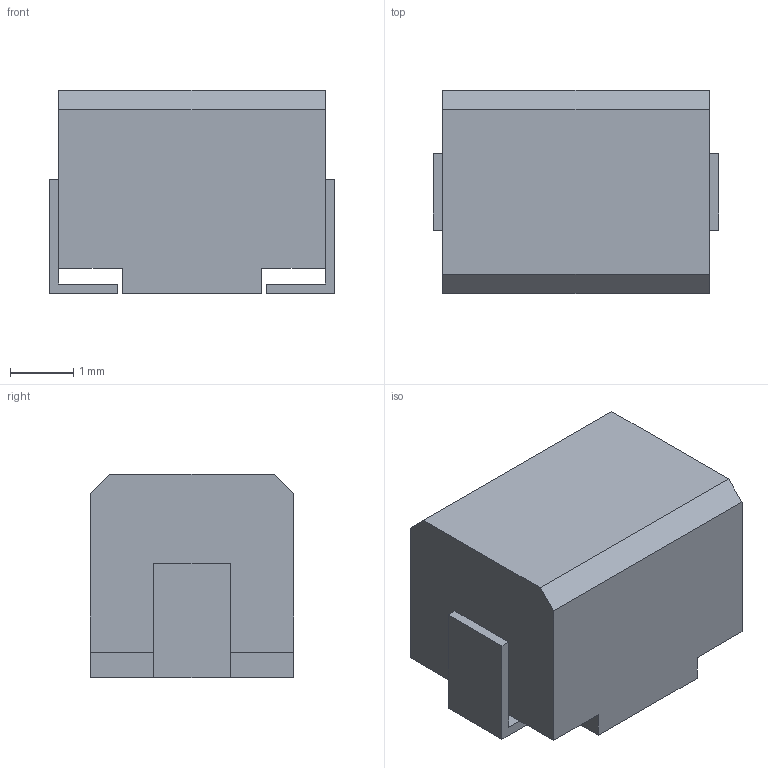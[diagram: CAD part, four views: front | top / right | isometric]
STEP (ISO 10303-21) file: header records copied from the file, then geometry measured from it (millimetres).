
FILE_DESCRIPTION(('FreeCAD Model'),'2;1');
FILE_NAME( 'Ind_SMD_1812.step', '2016-01-06T14:22:19',('Author'),(''), 'Open CASCADE STEP processor 6.8','FreeCAD','Unknown');
FILE_SCHEMA(('AUTOMOTIVE_DESIGN_CC2 { 1 2 10303 214 -1 1 5 4 }'));
Length unit declared in the file: millimetre
Products named in the file (2): ASSEMBLY; User_Library-L_SMD
Assembly tree (1 placements, depth 2):
  ASSEMBLY
    User_Library-L_SMD
Bounding box: 4.5 x 3.2 x 3.2 mm (x, y, z)
Volume: 41.1 mm3; surface area: 79.7 mm2
Topology: 1 solids, 1 shells, 28 faces, 74 edges, 48 vertices
Faces by surface type: plane 28
Entity records: 2035 total; most frequent: CARTESIAN_POINT 300, DIRECTION 282, LINE 222, VECTOR 222, ORIENTED_EDGE 148, PCURVE 148, DEFINITIONAL_REPRESENTATION 148, EDGE_CURVE 74
